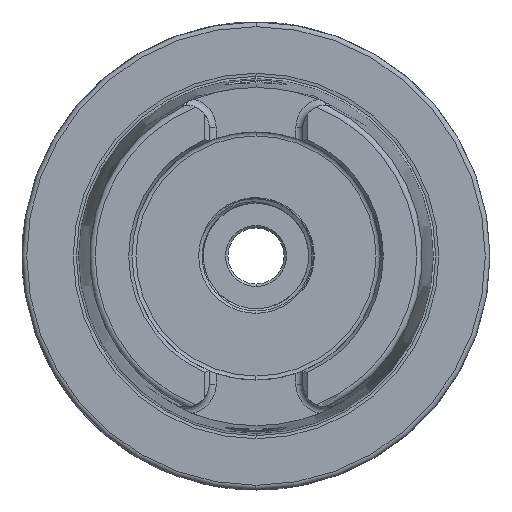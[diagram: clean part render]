
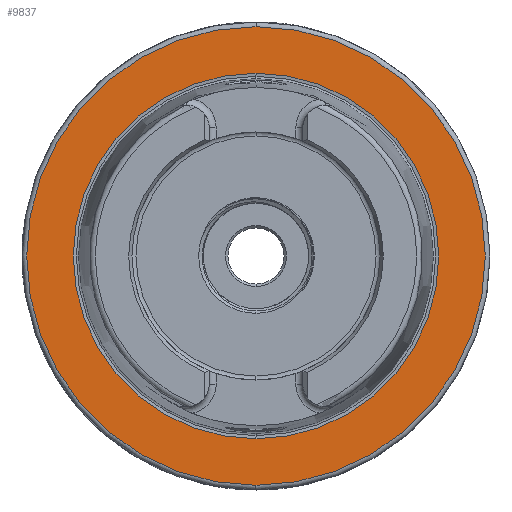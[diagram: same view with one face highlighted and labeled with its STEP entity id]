
A CAD part, left-side view. The second image highlights one B-rep face of the part: STEP entity #9837.
In plain terms, the highlighted planar face has unit normal (-1, 0, 0).
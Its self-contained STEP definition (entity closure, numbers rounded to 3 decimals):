
#244 = EDGE_CURVE ( 'NONE', #6845, #6844, #17734, .T. ) ;
#245 = EDGE_CURVE ( 'NONE', #6838, #6837, #17735, .T. ) ;
#2234 = EDGE_CURVE ( 'NONE', #6844, #6845, #17770, .T. ) ;
#2259 = EDGE_CURVE ( 'NONE', #6837, #6838, #17776, .T. ) ;
#4426 = CARTESIAN_POINT ( 'NONE',  ( 0., 0., 0. ) ) ;
#4427 = DIRECTION ( 'NONE',  ( 1., 0., 0. ) ) ;
#4428 = DIRECTION ( 'NONE',  ( 0., 0., -1. ) ) ;
#5166 = CARTESIAN_POINT ( 'NONE',  ( 0., 0., 0. ) ) ;
#5167 = DIRECTION ( 'NONE',  ( -1., 0., 0. ) ) ;
#5168 = DIRECTION ( 'NONE',  ( 0., 0., 1. ) ) ;
#5913 = AXIS2_PLACEMENT_3D ( 'NONE', #5166, #5167, #5168 ) ;
#5920 = AXIS2_PLACEMENT_3D ( 'NONE', #4426, #4427, #4428 ) ;
#6277 = ORIENTED_EDGE ( 'NONE', *, *, #2234, .T. ) ;
#6278 = ORIENTED_EDGE ( 'NONE', *, *, #244, .T. ) ;
#6279 = ORIENTED_EDGE ( 'NONE', *, *, #245, .T. ) ;
#6280 = ORIENTED_EDGE ( 'NONE', *, *, #2259, .T. ) ;
#6837 = VERTEX_POINT ( 'NONE', #13713 ) ;
#6838 = VERTEX_POINT ( 'NONE', #13714 ) ;
#6844 = VERTEX_POINT ( 'NONE', #13808 ) ;
#6845 = VERTEX_POINT ( 'NONE', #13809 ) ;
#7769 = CARTESIAN_POINT ( 'NONE',  ( 0., 0., 0. ) ) ;
#7770 = DIRECTION ( 'NONE',  ( -1., 0., 0. ) ) ;
#7771 = DIRECTION ( 'NONE',  ( 0., 0., 1. ) ) ;
#7772 = CARTESIAN_POINT ( 'NONE',  ( 0., 0., 0. ) ) ;
#7773 = DIRECTION ( 'NONE',  ( 1., 0., 0. ) ) ;
#7774 = DIRECTION ( 'NONE',  ( 0., 0., -1. ) ) ;
#7863 = AXIS2_PLACEMENT_3D ( 'NONE', #7769, #7770, #7771 ) ;
#7865 = AXIS2_PLACEMENT_3D ( 'NONE', #7772, #7773, #7774 ) ;
#8262 = EDGE_LOOP ( 'NONE', ( #6277, #6278 ) ) ;
#8263 = EDGE_LOOP ( 'NONE', ( #6280, #6279 ) ) ;
#9837 = ADVANCED_FACE ( 'NONE', ( #14117, #14121 ), #14046, .T. ) ;
#13713 = CARTESIAN_POINT ( 'NONE',  ( 0., 0., 39.054 ) ) ;
#13714 = CARTESIAN_POINT ( 'NONE',  ( 0., 0., -39.054 ) ) ;
#13808 = CARTESIAN_POINT ( 'NONE',  ( 0., 0., 49. ) ) ;
#13809 = CARTESIAN_POINT ( 'NONE',  ( 0., 0., -49. ) ) ;
#14046 = PLANE ( 'NONE',  #14123 ) ;
#14047 = CARTESIAN_POINT ( 'NONE',  ( 0., 39.054, 0. ) ) ;
#14048 = DIRECTION ( 'NONE',  ( -1., 0., 0. ) ) ;
#14049 = DIRECTION ( 'NONE',  ( 0., 0., 1. ) ) ;
#14117 = FACE_OUTER_BOUND ( 'NONE', #8262, .T. ) ;
#14121 = FACE_BOUND ( 'NONE', #8263, .T. ) ;
#14123 = AXIS2_PLACEMENT_3D ( 'NONE', #14047, #14048, #14049 ) ;
#17734 = CIRCLE ( 'NONE', #7863, 49. ) ;
#17735 = CIRCLE ( 'NONE', #7865, 39.054 ) ;
#17770 = CIRCLE ( 'NONE', #5913, 49. ) ;
#17776 = CIRCLE ( 'NONE', #5920, 39.054 ) ;
